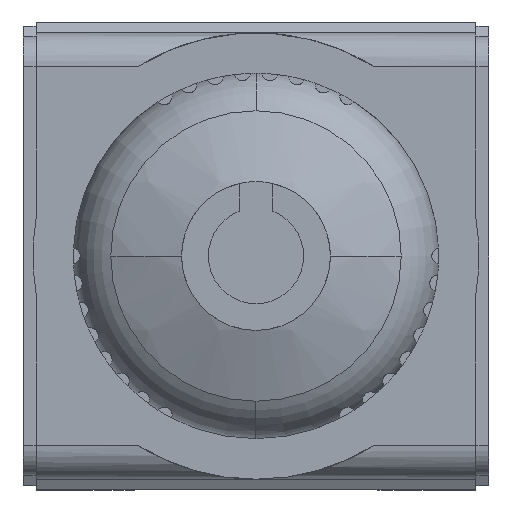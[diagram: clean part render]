
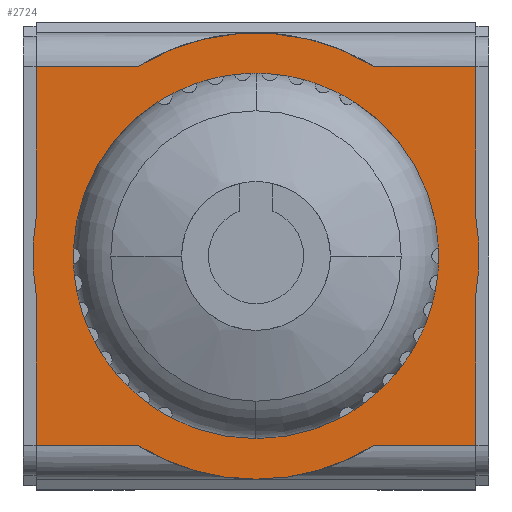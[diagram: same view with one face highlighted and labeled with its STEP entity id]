
A CAD part, front view. The second image highlights one B-rep face of the part: STEP entity #2724.
In plain terms, the highlighted planar face has unit normal (0, -1, 0).
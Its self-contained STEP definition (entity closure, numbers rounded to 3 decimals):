
#138 = EDGE_CURVE ( 'NONE', #931, #2188, #19415, .T. ) ;
#487 = ORIENTED_EDGE ( 'NONE', *, *, #18544, .F. ) ;
#561 = VECTOR ( 'NONE', #12311, 1000. ) ;
#745 = CARTESIAN_POINT ( 'NONE',  ( 32.5, 0., 28. ) ) ;
#874 = LINE ( 'NONE', #6096, #2104 ) ;
#931 = VERTEX_POINT ( 'NONE', #19164 ) ;
#1152 = LINE ( 'NONE', #22259, #1482 ) ;
#1482 = VECTOR ( 'NONE', #6700, 1000. ) ;
#1575 = VERTEX_POINT ( 'NONE', #17686 ) ;
#1963 = VECTOR ( 'NONE', #6410, 1000. ) ;
#1966 = ORIENTED_EDGE ( 'NONE', *, *, #22022, .T. ) ;
#2090 = CARTESIAN_POINT ( 'NONE',  ( 32.5, 0., 5.723 ) ) ;
#2104 = VECTOR ( 'NONE', #9819, 1000. ) ;
#2188 = VERTEX_POINT ( 'NONE', #2090 ) ;
#2205 = DIRECTION ( 'NONE',  ( 0., 0., -1. ) ) ;
#2724 = ADVANCED_FACE ( 'NONE', ( #4317 ), #4093, .F. ) ;
#2818 = ORIENTED_EDGE ( 'NONE', *, *, #12153, .F. ) ;
#2883 = VERTEX_POINT ( 'NONE', #5644 ) ;
#3350 = VERTEX_POINT ( 'NONE', #12046 ) ;
#3390 = CARTESIAN_POINT ( 'NONE',  ( 0., 0., 0. ) ) ;
#3418 = EDGE_CURVE ( 'NONE', #7777, #9984, #4774, .T. ) ;
#3473 = CIRCLE ( 'NONE', #14749, 33. ) ;
#3510 = DIRECTION ( 'NONE',  ( 0., 0., -1. ) ) ;
#3658 = ORIENTED_EDGE ( 'NONE', *, *, #6889, .T. ) ;
#3910 = CARTESIAN_POINT ( 'NONE',  ( 0., 0., 0. ) ) ;
#4009 = LINE ( 'NONE', #21355, #9560 ) ;
#4091 = CARTESIAN_POINT ( 'NONE',  ( 32.5, 0., -28. ) ) ;
#4093 = PLANE ( 'NONE',  #10492 ) ;
#4099 = AXIS2_PLACEMENT_3D ( 'NONE', #15489, #13682, #19231 ) ;
#4317 = FACE_OUTER_BOUND ( 'NONE', #5575, .T. ) ;
#4499 = DIRECTION ( 'NONE',  ( -1., 0., 0. ) ) ;
#4732 = CARTESIAN_POINT ( 'NONE',  ( 32.5, 0., -28. ) ) ;
#4774 = LINE ( 'NONE', #4894, #11962 ) ;
#4894 = CARTESIAN_POINT ( 'NONE',  ( 32.5, 0., 28. ) ) ;
#4903 = CARTESIAN_POINT ( 'NONE',  ( -17.464, 0., 28. ) ) ;
#5184 = EDGE_CURVE ( 'NONE', #21517, #13262, #1152, .T. ) ;
#5307 = AXIS2_PLACEMENT_3D ( 'NONE', #5512, #7311, #2205 ) ;
#5512 = CARTESIAN_POINT ( 'NONE',  ( 0., 0., 0. ) ) ;
#5515 = DIRECTION ( 'NONE',  ( 0., -1., 0. ) ) ;
#5575 = EDGE_LOOP ( 'NONE', ( #10360, #3658, #20474, #8871, #15174, #1966, #2818, #21774, #21108, #487, #12584, #18547, #15675 ) ) ;
#5644 = CARTESIAN_POINT ( 'NONE',  ( -32.5, 0., -5.723 ) ) ;
#6096 = CARTESIAN_POINT ( 'NONE',  ( -32.5, 0., 28. ) ) ;
#6410 = DIRECTION ( 'NONE',  ( 0., 0., -1. ) ) ;
#6700 = DIRECTION ( 'NONE',  ( 0., 0., -1. ) ) ;
#6889 = EDGE_CURVE ( 'NONE', #9984, #22476, #15073, .T. ) ;
#6909 = EDGE_CURVE ( 'NONE', #7777, #2188, #20903, .T. ) ;
#6960 = VERTEX_POINT ( 'NONE', #17966 ) ;
#7035 = VERTEX_POINT ( 'NONE', #21828 ) ;
#7311 = DIRECTION ( 'NONE',  ( 0., -1., 0. ) ) ;
#7777 = VERTEX_POINT ( 'NONE', #745 ) ;
#8135 = EDGE_CURVE ( 'NONE', #13262, #2883, #3473, .T. ) ;
#8333 = CARTESIAN_POINT ( 'NONE',  ( 32.5, 0., 28. ) ) ;
#8871 = ORIENTED_EDGE ( 'NONE', *, *, #5184, .T. ) ;
#9255 = AXIS2_PLACEMENT_3D ( 'NONE', #18229, #21746, #14705 ) ;
#9560 = VECTOR ( 'NONE', #10942, 1000. ) ;
#9819 = DIRECTION ( 'NONE',  ( 0., 0., -1. ) ) ;
#9984 = VERTEX_POINT ( 'NONE', #17307 ) ;
#10360 = ORIENTED_EDGE ( 'NONE', *, *, #3418, .T. ) ;
#10492 = AXIS2_PLACEMENT_3D ( 'NONE', #11790, #17089, #13476 ) ;
#10942 = DIRECTION ( 'NONE',  ( -1., 0., 0. ) ) ;
#11790 = CARTESIAN_POINT ( 'NONE',  ( 32.5, 0., 28. ) ) ;
#11909 = EDGE_CURVE ( 'NONE', #22476, #21517, #4009, .T. ) ;
#11962 = VECTOR ( 'NONE', #18507, 1000. ) ;
#12046 = CARTESIAN_POINT ( 'NONE',  ( 17.464, 0., -28. ) ) ;
#12153 = EDGE_CURVE ( 'NONE', #7035, #1575, #18041, .T. ) ;
#12311 = DIRECTION ( 'NONE',  ( 0., 0., -1. ) ) ;
#12354 = EDGE_CURVE ( 'NONE', #931, #19946, #12675, .T. ) ;
#12502 = DIRECTION ( 'NONE',  ( -1., 0., 0. ) ) ;
#12584 = ORIENTED_EDGE ( 'NONE', *, *, #12354, .F. ) ;
#12675 = LINE ( 'NONE', #8333, #1963 ) ;
#13262 = VERTEX_POINT ( 'NONE', #18482 ) ;
#13476 = DIRECTION ( 'NONE',  ( 1., 0., 0. ) ) ;
#13682 = DIRECTION ( 'NONE',  ( 0., -1., 0. ) ) ;
#14145 = AXIS2_PLACEMENT_3D ( 'NONE', #3390, #22471, #3510 ) ;
#14705 = DIRECTION ( 'NONE',  ( 0., 0., -1. ) ) ;
#14749 = AXIS2_PLACEMENT_3D ( 'NONE', #3910, #5515, #19348 ) ;
#15073 = CIRCLE ( 'NONE', #5307, 33. ) ;
#15174 = ORIENTED_EDGE ( 'NONE', *, *, #8135, .T. ) ;
#15489 = CARTESIAN_POINT ( 'NONE',  ( 0., 0., 0. ) ) ;
#15675 = ORIENTED_EDGE ( 'NONE', *, *, #6909, .F. ) ;
#17089 = DIRECTION ( 'NONE',  ( 0., 1., 0. ) ) ;
#17125 = CIRCLE ( 'NONE', #4099, 33. ) ;
#17293 = EDGE_CURVE ( 'NONE', #6960, #3350, #18147, .T. ) ;
#17307 = CARTESIAN_POINT ( 'NONE',  ( 17.464, 0., 28. ) ) ;
#17686 = CARTESIAN_POINT ( 'NONE',  ( -32.5, 0., -28. ) ) ;
#17966 = CARTESIAN_POINT ( 'NONE',  ( 0., 0., -33. ) ) ;
#18041 = LINE ( 'NONE', #4091, #20405 ) ;
#18147 = CIRCLE ( 'NONE', #14145, 33. ) ;
#18229 = CARTESIAN_POINT ( 'NONE',  ( 0., 0., 0. ) ) ;
#18482 = CARTESIAN_POINT ( 'NONE',  ( -32.5, 0., 5.723 ) ) ;
#18507 = DIRECTION ( 'NONE',  ( -1., 0., 0. ) ) ;
#18544 = EDGE_CURVE ( 'NONE', #19946, #3350, #22208, .T. ) ;
#18547 = ORIENTED_EDGE ( 'NONE', *, *, #138, .T. ) ;
#18736 = VECTOR ( 'NONE', #4499, 1000. ) ;
#19164 = CARTESIAN_POINT ( 'NONE',  ( 32.5, 0., -5.723 ) ) ;
#19230 = CARTESIAN_POINT ( 'NONE',  ( 32.5, 0., 28. ) ) ;
#19231 = DIRECTION ( 'NONE',  ( 0., 0., -1. ) ) ;
#19348 = DIRECTION ( 'NONE',  ( 0., 0., -1. ) ) ;
#19415 = CIRCLE ( 'NONE', #9255, 33. ) ;
#19946 = VERTEX_POINT ( 'NONE', #20814 ) ;
#20211 = EDGE_CURVE ( 'NONE', #7035, #6960, #17125, .T. ) ;
#20405 = VECTOR ( 'NONE', #12502, 1000. ) ;
#20474 = ORIENTED_EDGE ( 'NONE', *, *, #11909, .T. ) ;
#20814 = CARTESIAN_POINT ( 'NONE',  ( 32.5, 0., -28. ) ) ;
#20903 = LINE ( 'NONE', #19230, #561 ) ;
#20970 = CARTESIAN_POINT ( 'NONE',  ( -32.5, 0., 28. ) ) ;
#21108 = ORIENTED_EDGE ( 'NONE', *, *, #17293, .T. ) ;
#21355 = CARTESIAN_POINT ( 'NONE',  ( 32.5, 0., 28. ) ) ;
#21517 = VERTEX_POINT ( 'NONE', #20970 ) ;
#21746 = DIRECTION ( 'NONE',  ( 0., -1., 0. ) ) ;
#21774 = ORIENTED_EDGE ( 'NONE', *, *, #20211, .T. ) ;
#21828 = CARTESIAN_POINT ( 'NONE',  ( -17.464, 0., -28. ) ) ;
#22022 = EDGE_CURVE ( 'NONE', #2883, #1575, #874, .T. ) ;
#22208 = LINE ( 'NONE', #4732, #18736 ) ;
#22259 = CARTESIAN_POINT ( 'NONE',  ( -32.5, 0., 28. ) ) ;
#22471 = DIRECTION ( 'NONE',  ( 0., -1., 0. ) ) ;
#22476 = VERTEX_POINT ( 'NONE', #4903 ) ;
